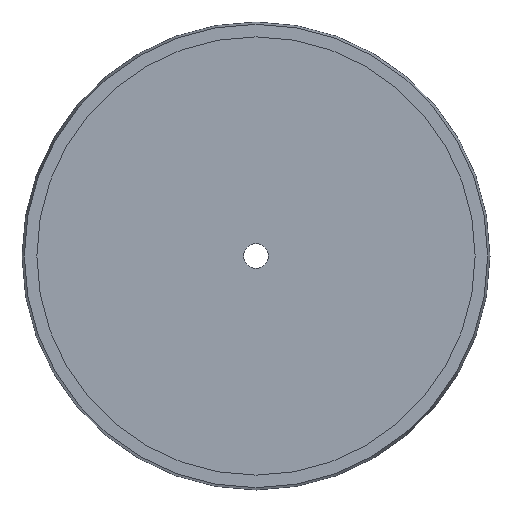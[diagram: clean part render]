
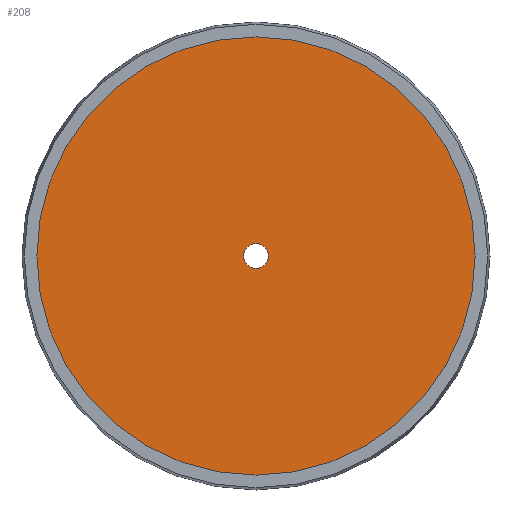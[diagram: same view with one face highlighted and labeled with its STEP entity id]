
A CAD part, front view. The second image highlights one B-rep face of the part: STEP entity #208.
In plain terms, the highlighted planar face has unit normal (0, -1, 0).
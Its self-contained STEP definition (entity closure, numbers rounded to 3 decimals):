
#20 = EDGE_CURVE ( 'NONE', #288, #478, #68, .T. ) ;
#32 = CARTESIAN_POINT ( 'NONE',  ( 0., 11., 0. ) ) ;
#37 = FACE_BOUND ( 'NONE', #123, .T. ) ;
#39 = ORIENTED_EDGE ( 'NONE', *, *, #20, .T. ) ;
#53 = EDGE_CURVE ( 'NONE', #486, #134, #173, .T. ) ;
#68 = CIRCLE ( 'NONE', #138, 15.67 ) ;
#82 = CARTESIAN_POINT ( 'NONE',  ( 0., 11., -0.875 ) ) ;
#86 = CARTESIAN_POINT ( 'NONE',  ( 0., 11., 15.67 ) ) ;
#97 = EDGE_CURVE ( 'NONE', #134, #486, #498, .T. ) ;
#108 = DIRECTION ( 'NONE',  ( 0., 0., -1. ) ) ;
#109 = CARTESIAN_POINT ( 'NONE',  ( 0., 11., -15.67 ) ) ;
#110 = CARTESIAN_POINT ( 'NONE',  ( 0., 11., 0.875 ) ) ;
#123 = EDGE_LOOP ( 'NONE', ( #399, #446 ) ) ;
#134 = VERTEX_POINT ( 'NONE', #110 ) ;
#138 = AXIS2_PLACEMENT_3D ( 'NONE', #263, #416, #377 ) ;
#141 = EDGE_CURVE ( 'NONE', #478, #288, #327, .T. ) ;
#160 = DIRECTION ( 'NONE',  ( 0., 0., -1. ) ) ;
#173 = CIRCLE ( 'NONE', #453, 0.875 ) ;
#197 = AXIS2_PLACEMENT_3D ( 'NONE', #266, #227, #160 ) ;
#198 = DIRECTION ( 'NONE',  ( 0., -1., 0. ) ) ;
#208 = ADVANCED_FACE ( 'NONE', ( #347, #37 ), #306, .T. ) ;
#216 = ORIENTED_EDGE ( 'NONE', *, *, #141, .T. ) ;
#223 = CARTESIAN_POINT ( 'NONE',  ( 0., 11., 0. ) ) ;
#227 = DIRECTION ( 'NONE',  ( 0., -1., 0. ) ) ;
#259 = EDGE_LOOP ( 'NONE', ( #39, #216 ) ) ;
#263 = CARTESIAN_POINT ( 'NONE',  ( 0., 11., 0. ) ) ;
#266 = CARTESIAN_POINT ( 'NONE',  ( 0., 11., 0. ) ) ;
#274 = DIRECTION ( 'NONE',  ( 0., -1., 0. ) ) ;
#288 = VERTEX_POINT ( 'NONE', #109 ) ;
#294 = AXIS2_PLACEMENT_3D ( 'NONE', #506, #460, #108 ) ;
#306 = PLANE ( 'NONE',  #294 ) ;
#311 = AXIS2_PLACEMENT_3D ( 'NONE', #32, #198, #350 ) ;
#327 = CIRCLE ( 'NONE', #197, 15.67 ) ;
#347 = FACE_OUTER_BOUND ( 'NONE', #259, .T. ) ;
#350 = DIRECTION ( 'NONE',  ( 0., 0., -1. ) ) ;
#377 = DIRECTION ( 'NONE',  ( 0., 0., -1. ) ) ;
#399 = ORIENTED_EDGE ( 'NONE', *, *, #53, .F. ) ;
#416 = DIRECTION ( 'NONE',  ( 0., -1., 0. ) ) ;
#446 = ORIENTED_EDGE ( 'NONE', *, *, #97, .F. ) ;
#453 = AXIS2_PLACEMENT_3D ( 'NONE', #223, #274, #503 ) ;
#460 = DIRECTION ( 'NONE',  ( 0., -1., 0. ) ) ;
#478 = VERTEX_POINT ( 'NONE', #86 ) ;
#486 = VERTEX_POINT ( 'NONE', #82 ) ;
#498 = CIRCLE ( 'NONE', #311, 0.875 ) ;
#503 = DIRECTION ( 'NONE',  ( 0., 0., -1. ) ) ;
#506 = CARTESIAN_POINT ( 'NONE',  ( 0., 11., 0. ) ) ;
